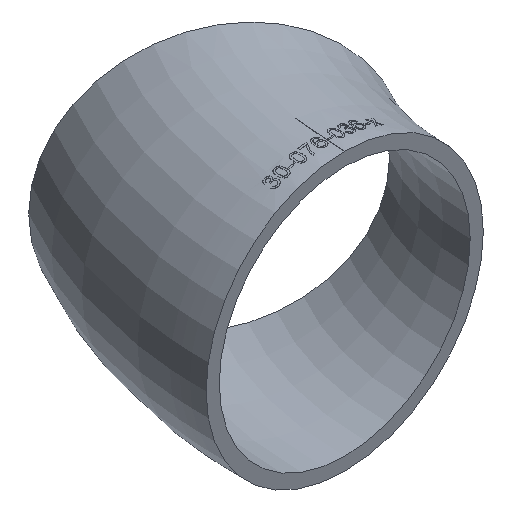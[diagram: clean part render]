
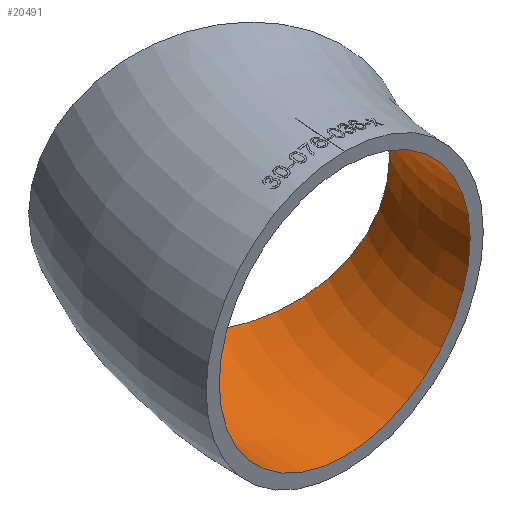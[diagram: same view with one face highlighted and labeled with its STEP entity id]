
A CAD part, isometric view. The second image highlights one B-rep face of the part: STEP entity #20491.
In plain terms, the highlighted toroidal (fillet/blend) face has major radius 95 mm and minor radius 34.45 mm.
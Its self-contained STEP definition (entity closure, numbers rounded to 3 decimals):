
#536 = AXIS2_PLACEMENT_3D ( 'NONE', #21075, #3775, #19091 ) ;
#674 = VERTEX_POINT ( 'NONE', #12243 ) ;
#1494 = DIRECTION ( 'NONE',  ( -1., 0., 0. ) ) ;
#1914 = CIRCLE ( 'NONE', #19926, 34.45 ) ;
#2718 = AXIS2_PLACEMENT_3D ( 'NONE', #18696, #18817, #1494 ) ;
#3775 = DIRECTION ( 'NONE',  ( 0.5, 0.866, 0. ) ) ;
#4543 = CIRCLE ( 'NONE', #536, 34.45 ) ;
#7217 = DIRECTION ( 'NONE',  ( 0., 1., 0. ) ) ;
#7535 = TOROIDAL_SURFACE ( 'NONE', #2718, 95., 34.45 ) ;
#9122 = CARTESIAN_POINT ( 'NONE',  ( -95., 0., 0. ) ) ;
#9898 = ORIENTED_EDGE ( 'NONE', *, *, #15024, .T. ) ;
#11147 = DIRECTION ( 'NONE',  ( 0., 0., 1. ) ) ;
#11563 = EDGE_LOOP ( 'NONE', ( #18506 ) ) ;
#11760 = EDGE_LOOP ( 'NONE', ( #9898 ) ) ;
#12243 = CARTESIAN_POINT ( 'NONE',  ( -95., 0., 34.45 ) ) ;
#15024 = EDGE_CURVE ( 'NONE', #19982, #19982, #4543, .T. ) ;
#15074 = FACE_OUTER_BOUND ( 'NONE', #11563, .T. ) ;
#16130 = CARTESIAN_POINT ( 'NONE',  ( -112.107, 64.725, 0. ) ) ;
#17333 = FACE_OUTER_BOUND ( 'NONE', #11760, .T. ) ;
#18506 = ORIENTED_EDGE ( 'NONE', *, *, #20661, .F. ) ;
#18696 = CARTESIAN_POINT ( 'NONE',  ( 0., 0., 0. ) ) ;
#18817 = DIRECTION ( 'NONE',  ( 0., 0., -1. ) ) ;
#19091 = DIRECTION ( 'NONE',  ( -0.866, 0.5, 0. ) ) ;
#19926 = AXIS2_PLACEMENT_3D ( 'NONE', #9122, #7217, #11147 ) ;
#19982 = VERTEX_POINT ( 'NONE', #16130 ) ;
#20491 = ADVANCED_FACE ( 'NONE', ( #17333, #15074 ), #7535, .F. ) ;
#20661 = EDGE_CURVE ( 'NONE', #674, #674, #1914, .T. ) ;
#21075 = CARTESIAN_POINT ( 'NONE',  ( -82.272, 47.5, 0. ) ) ;
